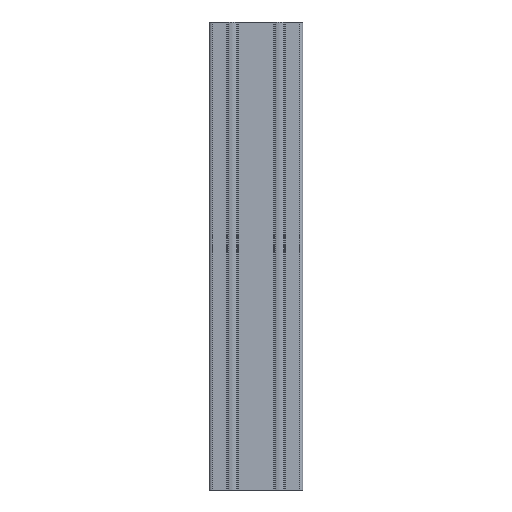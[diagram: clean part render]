
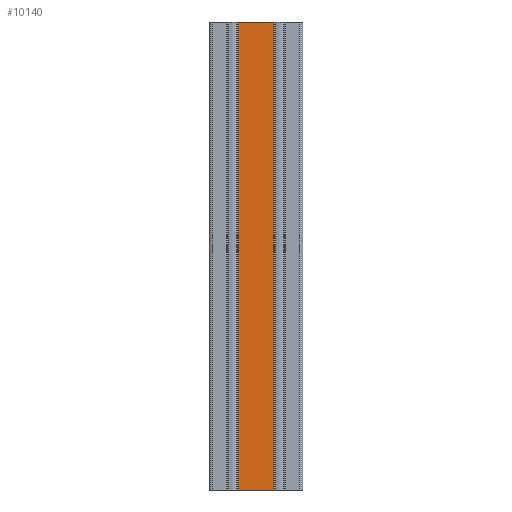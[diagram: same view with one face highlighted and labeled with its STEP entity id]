
A CAD part, front view. The second image highlights one B-rep face of the part: STEP entity #10140.
In plain terms, the highlighted planar face has unit normal (0, -1, 0).
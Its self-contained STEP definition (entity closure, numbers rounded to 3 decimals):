
#536=FACE_OUTER_BOUND('',#1065,.T.);
#1065=EDGE_LOOP('',(#8087,#8088,#8089,#8090));
#1778=LINE('',#14393,#2866);
#2459=LINE('',#16474,#3547);
#2460=LINE('',#16477,#3548);
#2461=LINE('',#16478,#3549);
#2866=VECTOR('',#11376,10.);
#3547=VECTOR('',#13309,10.);
#3548=VECTOR('',#13312,10.);
#3549=VECTOR('',#13313,10.);
#3954=VERTEX_POINT('',#14390);
#3955=VERTEX_POINT('',#14392);
#4729=VERTEX_POINT('',#16472);
#4730=VERTEX_POINT('',#16476);
#4978=EDGE_CURVE('',#3954,#3955,#1778,.T.);
#6019=EDGE_CURVE('',#3954,#4729,#2459,.T.);
#6020=EDGE_CURVE('',#4730,#4729,#2460,.T.);
#6021=EDGE_CURVE('',#3955,#4730,#2461,.T.);
#8087=ORIENTED_EDGE('',*,*,#6019,.T.);
#8088=ORIENTED_EDGE('',*,*,#6020,.F.);
#8089=ORIENTED_EDGE('',*,*,#6021,.F.);
#8090=ORIENTED_EDGE('',*,*,#4978,.F.);
#9714=PLANE('',#11034);
#10140=ADVANCED_FACE('',(#536),#9714,.T.);
#11034=AXIS2_PLACEMENT_3D('',#16475,#13310,#13311);
#11376=DIRECTION('',(-1.,0.,0.));
#13309=DIRECTION('',(0.,0.,1.));
#13310=DIRECTION('center_axis',(0.,-1.,0.));
#13311=DIRECTION('ref_axis',(1.,0.,0.));
#13312=DIRECTION('',(1.,0.,0.));
#13313=DIRECTION('',(0.,0.,1.));
#14390=CARTESIAN_POINT('',(18.9,-100.,-250.));
#14392=CARTESIAN_POINT('',(-18.9,-100.,-250.));
#14393=CARTESIAN_POINT('',(-18.9,-100.,-250.));
#16472=CARTESIAN_POINT('',(18.9,-100.,250.));
#16474=CARTESIAN_POINT('',(18.9,-100.,0.));
#16475=CARTESIAN_POINT('Origin',(-18.9,-100.,0.));
#16476=CARTESIAN_POINT('',(-18.9,-100.,250.));
#16477=CARTESIAN_POINT('',(-18.9,-100.,250.));
#16478=CARTESIAN_POINT('',(-18.9,-100.,0.));
